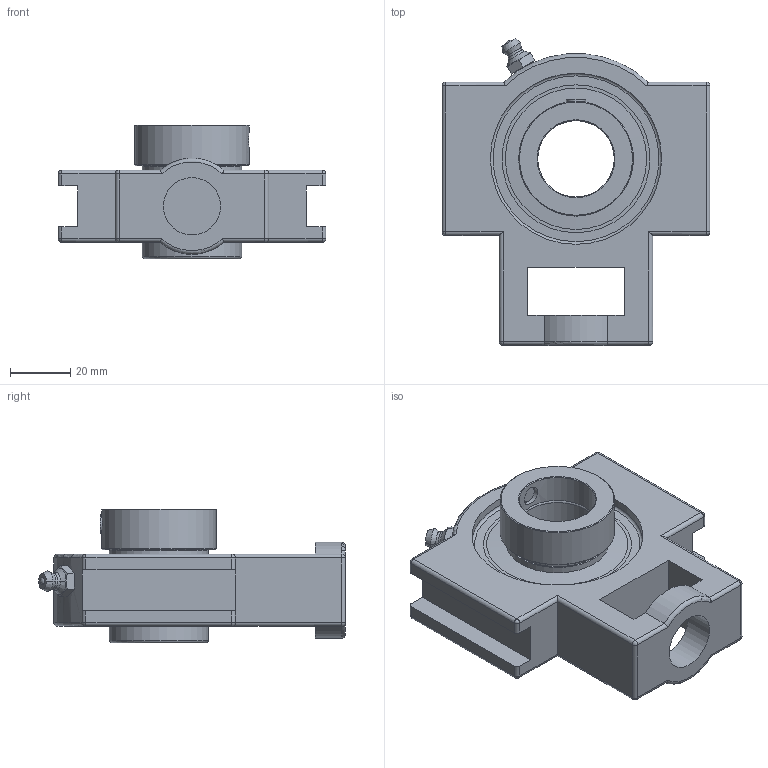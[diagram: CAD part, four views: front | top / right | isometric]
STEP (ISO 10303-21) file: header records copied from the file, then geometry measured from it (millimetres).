
FILE_DESCRIPTION(('HOOPS Exchange Step'),'2;1');
FILE_NAME('export-6085A25D-1600-4908-98AA-A6E607AA5A15.stp','2019-12-18T08:12:41-08:00',('ibuslach'),('Alibre'),'HOOPS Exchange 2019.2','Alibre','Unknown authorisation');
FILE_SCHEMA( ('AP242_MANAGED_MODEL_BASED_3D_ENGINEERING_MIM_LF {1 0 10303 442 1 1 4 }') );
Length unit declared in the file: centimetre
Products named in the file (8): MRN ST 205; UCP ZERK 6mm; SHC 205-16 RACE; SHC 205-16 COLLAR; SHC 205-16 SHIELD; SHC 204 SS; MRN SHC 205-16; MRN SHCT 205-16
Assembly tree (7 placements, depth 3):
  MRN SHCT 205-16
    MRN ST 205
    UCP ZERK 6mm
    MRN SHC 205-16
      SHC 205-16 RACE
      SHC 205-16 COLLAR
      SHC 205-16 SHIELD
      SHC 204 SS
Bounding box: 89 x 101.98 x 44.46 mm (x, y, z)
Volume: 110268.5 mm3; surface area: 46887.2 mm2
Topology: 8 solids, 8 shells, 204 faces, 527 edges, 323 vertices
Faces by surface type: cylinder 75, plane 67, sphere 21, cone 19, torus 18, bspline 4
Full cylindrical faces by diameter (mm): 1.507 x2, 6 x2, 6.35 x3, 19 x1, 25.4 x2, 30.683 x2, 33.02 x4, 34.036 x2, 38.1 x1, 45.212 x2, 46.99 x4, 56.878 x2
Entity records: 8984 total; most frequent: CARTESIAN_POINT 3780, DIRECTION 1131, ORIENTED_EDGE 1016, EDGE_CURVE 508, AXIS2_PLACEMENT_3D 463, VERTEX_POINT 323, CIRCLE 236, EDGE_LOOP 231
